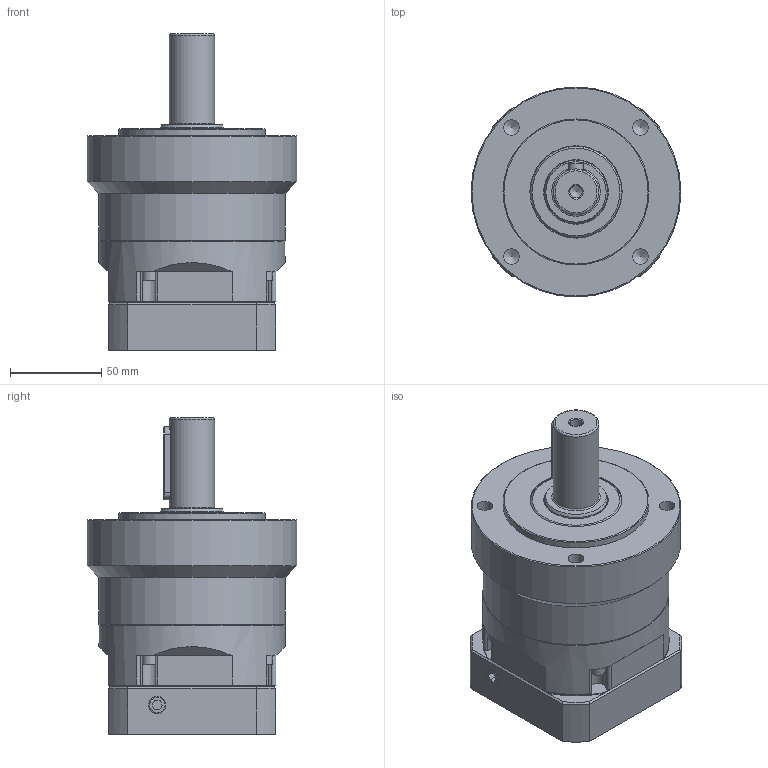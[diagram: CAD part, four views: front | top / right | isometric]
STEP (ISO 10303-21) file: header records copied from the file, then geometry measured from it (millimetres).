
FILE_DESCRIPTION((''),'2;1');
FILE_NAME('KSN115-1 (S19).stp','2013-12-09T15:00:57',('young'),(''),'Autodesk Inventor 2012','Autodesk Inventor 2012','');
FILE_SCHEMA(('AUTOMOTIVE_DESIGN { 1 0 10303 214 1 1 1 1 }'));
Length unit declared in the file: millimetre
Products named in the file (1): KSN115-1 (S19)
Bounding box: 115 x 115 x 173.5 mm (x, y, z)
Volume: 723960.1 mm3; surface area: 181040.3 mm2
Topology: 20 solids, 20 shells, 625 faces, 1432 edges, 903 vertices
Faces by surface type: plane 318, cylinder 159, cone 131, torus 17
Full cylindrical faces by diameter (mm): 4.2 x4, 5 x13, 5.1 x4, 5.5 x4, 5.752 x6, 6 x5, 6.5 x1, 6.8 x5, 8.433 x2, 8.5 x8, 9.5 x2, 10 x5, 11 x4, 15 x1, 17 x1, 19.2 x1, 22 x1, 23.2 x1, 24.9 x1, 25 x2, 28.4 x1, 29.8 x1, 30 x1, 32 x1, 34.8 x1, 35 x3, 37 x1, 39 x1, 41 x1, 42 x1
Entity records: 16418 total; most frequent: CARTESIAN_POINT 3098, DIRECTION 2885, ORIENTED_EDGE 2302, AXIS2_PLACEMENT_3D 1184, EDGE_CURVE 1151, EDGE_LOOP 957, VERTEX_POINT 842, FACE_OUTER_BOUND 625
